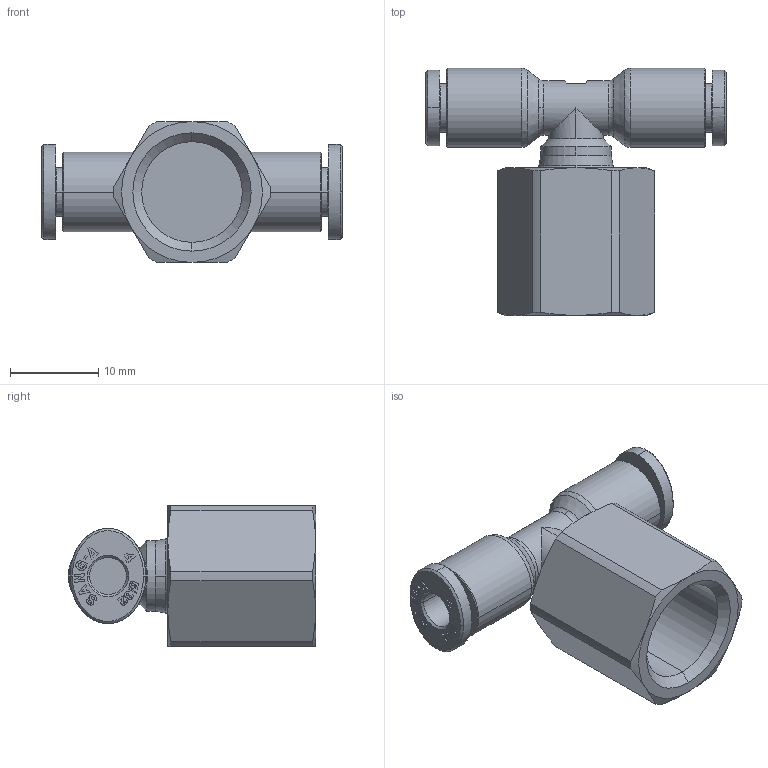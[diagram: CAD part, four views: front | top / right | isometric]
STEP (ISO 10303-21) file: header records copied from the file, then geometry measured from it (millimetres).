
FILE_DESCRIPTION (( 'STEP AP214' ), '1' );
FILE_NAME ('PTF04-G02.stp', '2015-09-22T06:48:24', ( '' ), ( '' ), 'SwSTEP 2.0', 'SolidWorks 2015', '' );
FILE_SCHEMA (( 'AUTOMOTIVE_DESIGN' ));
Length unit declared in the file: millimetre
Products named in the file (2): PTF04-G02; ｦ+ﾃｦ1
Assembly tree (1 placements, depth 2):
  PTF04-G02
    ｦ+ﾃｦ1
Bounding box: 34.2 x 28.1 x 16 mm (x, y, z)
Volume: 4038.5 mm3; surface area: 3378.9 mm2
Topology: 1 solids, 1 shells, 817 faces, 2307 edges, 1528 vertices
Faces by surface type: plane 672, bspline 64, cylinder 41, cone 34, torus 6
Entity records: 28396 total; most frequent: CARTESIAN_POINT 6982, ORIENTED_EDGE 4614, DIRECTION 3789, EDGE_CURVE 2307, VECTOR 1979, LINE 1979, VERTEX_POINT 1528, AXIS2_PLACEMENT_3D 905
